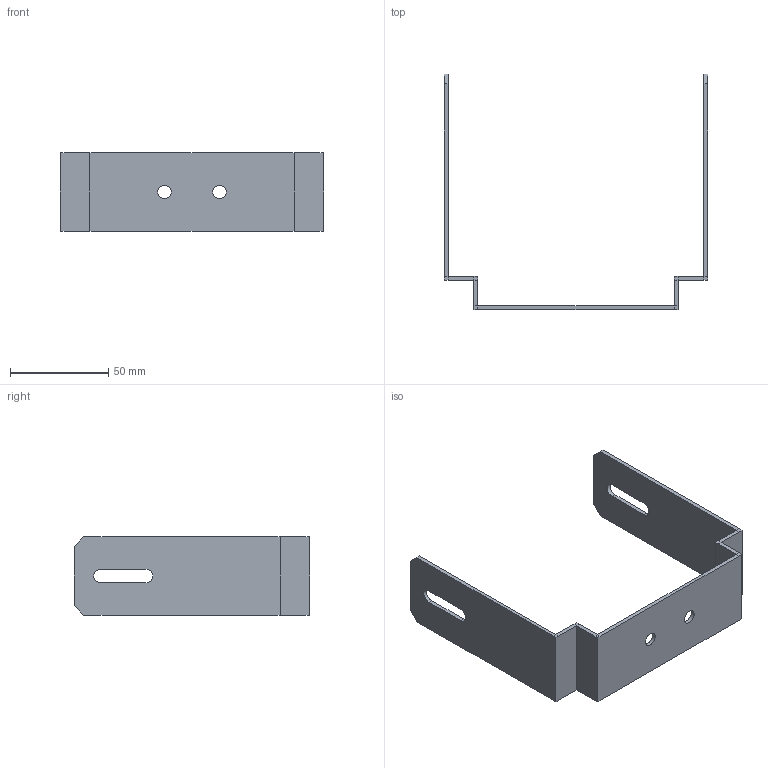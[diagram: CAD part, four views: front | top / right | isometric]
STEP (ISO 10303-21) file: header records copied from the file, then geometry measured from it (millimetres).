
FILE_DESCRIPTION (( 'STEP AP203' ), '1' );
FILE_NAME ('CLP1-SPN-100-M-HDZ_Ñêîáà ïîäâåñà íèæíÿÿ 100 ìì. IEK HDZ.STEP', '2016-03-21T13:43:58', ( '' ), ( '' ), 'SwSTEP 2.0', 'SolidWorks 2014', '' );
FILE_SCHEMA (( 'CONFIG_CONTROL_DESIGN' ));
Length unit declared in the file: millimetre
Products named in the file (1): CLP1-SPN-100-M-HDZ_Ñêîáà ïîäâåñà íèæíÿÿ 100 ìì. IEK HDZ
Bounding box: 134 x 120 x 40 mm (x, y, z)
Volume: 28548.1 mm3; surface area: 30524.6 mm2
Topology: 1 solids, 1 shells, 56 faces, 139 edges, 85 vertices
Faces by surface type: plane 50, cylinder 6
Full cylindrical faces by diameter (mm): 7 x2
Entity records: 1685 total; most frequent: CARTESIAN_POINT 277, ORIENTED_EDGE 272, DIRECTION 262, EDGE_CURVE 136, LINE 124, VECTOR 124, VERTEX_POINT 84, AXIS2_PLACEMENT_3D 69
